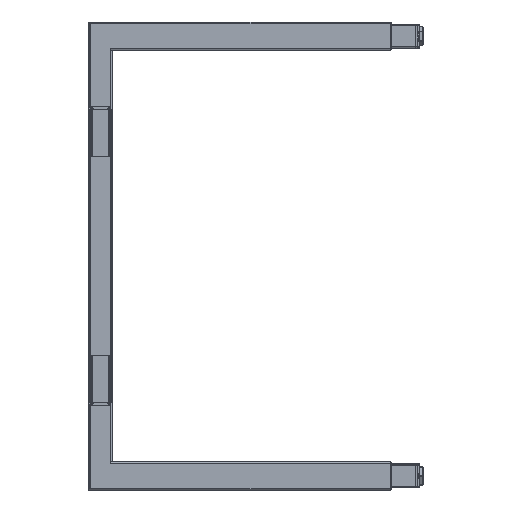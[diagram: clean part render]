
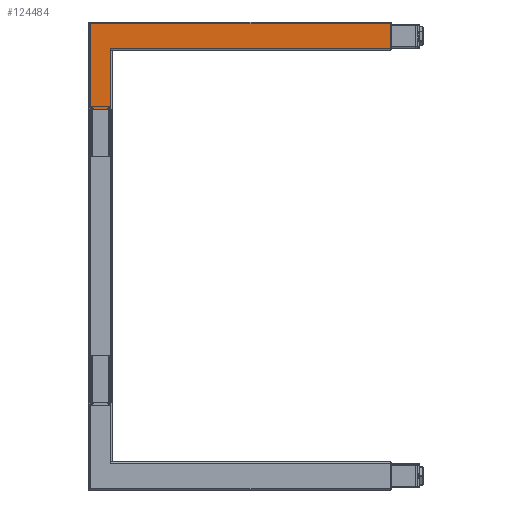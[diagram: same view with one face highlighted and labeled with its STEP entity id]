
A CAD part, left-side view. The second image highlights one B-rep face of the part: STEP entity #124484.
In plain terms, the highlighted planar face has unit normal (-1, 0, 0).
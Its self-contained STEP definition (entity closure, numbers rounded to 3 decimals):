
#5059 = VECTOR ( 'NONE', #72379, 1000. ) ;
#6503 = LINE ( 'NONE', #112748, #169406 ) ;
#11392 = ORIENTED_EDGE ( 'NONE', *, *, #26193, .F. ) ;
#11772 = CARTESIAN_POINT ( 'NONE',  ( -1245., 69.9, 492. ) ) ;
#20429 = CARTESIAN_POINT ( 'NONE',  ( -1245., 662.4, 438. ) ) ;
#26193 = EDGE_CURVE ( 'NONE', #57488, #145061, #122506, .T. ) ;
#26874 = CARTESIAN_POINT ( 'NONE',  ( -1245., 707.9, 492. ) ) ;
#31014 = CARTESIAN_POINT ( 'NONE',  ( -1245., 662.4, 438. ) ) ;
#33190 = CARTESIAN_POINT ( 'NONE',  ( -1245., 662.4, 435. ) ) ;
#43817 = ORIENTED_EDGE ( 'NONE', *, *, #153821, .F. ) ;
#47410 = EDGE_CURVE ( 'NONE', #57488, #144285, #58771, .T. ) ;
#54205 = ORIENTED_EDGE ( 'NONE', *, *, #170437, .T. ) ;
#57488 = VERTEX_POINT ( 'NONE', #115806 ) ;
#57782 = DIRECTION ( 'NONE',  ( 0., -1., 0. ) ) ;
#58771 = LINE ( 'NONE', #26874, #67196 ) ;
#62523 = CARTESIAN_POINT ( 'NONE',  ( -1245., 69.9, 438. ) ) ;
#67196 = VECTOR ( 'NONE', #147631, 1000. ) ;
#71411 = CARTESIAN_POINT ( 'NONE',  ( -1245., 662.4, 310. ) ) ;
#72006 = CARTESIAN_POINT ( 'NONE',  ( -1245., 662.4, 310. ) ) ;
#72379 = DIRECTION ( 'NONE',  ( 0., 0., -1. ) ) ;
#72610 = FACE_OUTER_BOUND ( 'NONE', #88013, .T. ) ;
#73147 = DIRECTION ( 'NONE',  ( 1., 0., 0. ) ) ;
#74782 = LINE ( 'NONE', #31014, #5059 ) ;
#79572 = VECTOR ( 'NONE', #122228, 1000. ) ;
#81048 = ORIENTED_EDGE ( 'NONE', *, *, #47410, .T. ) ;
#81191 = VERTEX_POINT ( 'NONE', #94008 ) ;
#84463 = DIRECTION ( 'NONE',  ( 0., 0., 1. ) ) ;
#85991 = CARTESIAN_POINT ( 'NONE',  ( -1245., 707.9, 310. ) ) ;
#86603 = VECTOR ( 'NONE', #106379, 1000. ) ;
#88013 = EDGE_LOOP ( 'NONE', ( #174687, #54205, #43817, #121299, #11392, #81048, #131025 ) ) ;
#90848 = VECTOR ( 'NONE', #124415, 1000. ) ;
#94008 = CARTESIAN_POINT ( 'NONE',  ( -1245., 707.9, 310. ) ) ;
#94986 = CARTESIAN_POINT ( 'NONE',  ( -1245., 707.9, 492. ) ) ;
#100663 = VERTEX_POINT ( 'NONE', #33190 ) ;
#103453 = EDGE_CURVE ( 'NONE', #145061, #119946, #160124, .T. ) ;
#106379 = DIRECTION ( 'NONE',  ( 0., 0., -1. ) ) ;
#109350 = EDGE_CURVE ( 'NONE', #81191, #156948, #6503, .T. ) ;
#112229 = PLANE ( 'NONE',  #154359 ) ;
#112748 = CARTESIAN_POINT ( 'NONE',  ( -1245., 707.9, 310. ) ) ;
#115806 = CARTESIAN_POINT ( 'NONE',  ( -1245., 69.9, 492. ) ) ;
#119946 = VERTEX_POINT ( 'NONE', #20429 ) ;
#121299 = ORIENTED_EDGE ( 'NONE', *, *, #103453, .F. ) ;
#122228 = DIRECTION ( 'NONE',  ( 0., 1., 0. ) ) ;
#122506 = LINE ( 'NONE', #11772, #86603 ) ;
#123823 = LINE ( 'NONE', #71411, #157754 ) ;
#124415 = DIRECTION ( 'NONE',  ( 0., 0., 1. ) ) ;
#124484 = ADVANCED_FACE ( 'NONE', ( #72610 ), #112229, .F. ) ;
#125836 = DIRECTION ( 'NONE',  ( 0., 0., -1. ) ) ;
#126784 = LINE ( 'NONE', #85991, #90848 ) ;
#131025 = ORIENTED_EDGE ( 'NONE', *, *, #162299, .F. ) ;
#141239 = CARTESIAN_POINT ( 'NONE',  ( -1245., 707.9, 310. ) ) ;
#144285 = VERTEX_POINT ( 'NONE', #94986 ) ;
#145061 = VERTEX_POINT ( 'NONE', #62523 ) ;
#147631 = DIRECTION ( 'NONE',  ( 0., 1., 0. ) ) ;
#151321 = CARTESIAN_POINT ( 'NONE',  ( -1245., 69.9, 438. ) ) ;
#153821 = EDGE_CURVE ( 'NONE', #119946, #100663, #74782, .T. ) ;
#154359 = AXIS2_PLACEMENT_3D ( 'NONE', #141239, #73147, #125836 ) ;
#156948 = VERTEX_POINT ( 'NONE', #72006 ) ;
#157754 = VECTOR ( 'NONE', #84463, 1000. ) ;
#160124 = LINE ( 'NONE', #151321, #79572 ) ;
#162299 = EDGE_CURVE ( 'NONE', #81191, #144285, #126784, .T. ) ;
#169406 = VECTOR ( 'NONE', #57782, 1000. ) ;
#170437 = EDGE_CURVE ( 'NONE', #156948, #100663, #123823, .T. ) ;
#174687 = ORIENTED_EDGE ( 'NONE', *, *, #109350, .T. ) ;
